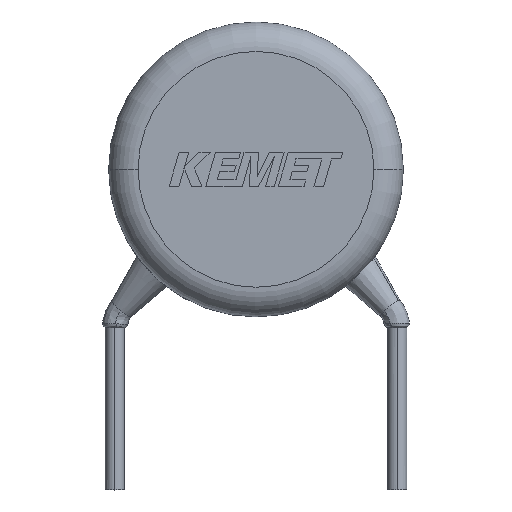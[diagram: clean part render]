
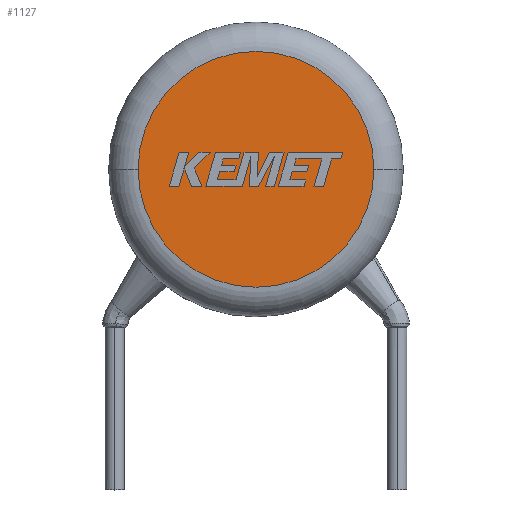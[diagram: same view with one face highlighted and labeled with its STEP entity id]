
A CAD part, top view. The second image highlights one B-rep face of the part: STEP entity #1127.
In plain terms, the highlighted planar face has unit normal (0, 0, 1).
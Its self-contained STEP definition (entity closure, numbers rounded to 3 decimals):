
#746 = CARTESIAN_POINT ( 'NONE',  ( 0., 0., 5. ) ) ;
#809 = AXIS2_PLACEMENT_3D ( 'NONE', #746, #1055, #3347 ) ;
#829 = CARTESIAN_POINT ( 'NONE',  ( 0., 0., 5. ) ) ;
#860 = EDGE_LOOP ( 'NONE', ( #3799, #1425 ) ) ;
#1055 = DIRECTION ( 'NONE',  ( 0., 0., 1. ) ) ;
#1127 = ADVANCED_FACE ( 'NONE', ( #1408 ), #2095, .T. ) ;
#1336 = CIRCLE ( 'NONE', #809, 4. ) ;
#1408 = FACE_OUTER_BOUND ( 'NONE', #860, .T. ) ;
#1418 = DIRECTION ( 'NONE',  ( 1., 0., 0. ) ) ;
#1425 = ORIENTED_EDGE ( 'NONE', *, *, #3067, .T. ) ;
#1480 = CARTESIAN_POINT ( 'NONE',  ( 0., 0., 5. ) ) ;
#1681 = AXIS2_PLACEMENT_3D ( 'NONE', #829, #1796, #2470 ) ;
#1796 = DIRECTION ( 'NONE',  ( 0., 0., 1. ) ) ;
#2028 = VERTEX_POINT ( 'NONE', #2807 ) ;
#2095 = PLANE ( 'NONE',  #1681 ) ;
#2470 = DIRECTION ( 'NONE',  ( 1., 0., 0. ) ) ;
#2807 = CARTESIAN_POINT ( 'NONE',  ( -4., 0., 5. ) ) ;
#2904 = VERTEX_POINT ( 'NONE', #3305 ) ;
#3008 = AXIS2_PLACEMENT_3D ( 'NONE', #1480, #3791, #1418 ) ;
#3067 = EDGE_CURVE ( 'NONE', #2028, #2904, #1336, .T. ) ;
#3245 = EDGE_CURVE ( 'NONE', #2904, #2028, #3404, .T. ) ;
#3305 = CARTESIAN_POINT ( 'NONE',  ( 4., 0., 5. ) ) ;
#3347 = DIRECTION ( 'NONE',  ( 1., 0., 0. ) ) ;
#3404 = CIRCLE ( 'NONE', #3008, 4. ) ;
#3791 = DIRECTION ( 'NONE',  ( 0., 0., 1. ) ) ;
#3799 = ORIENTED_EDGE ( 'NONE', *, *, #3245, .T. ) ;
